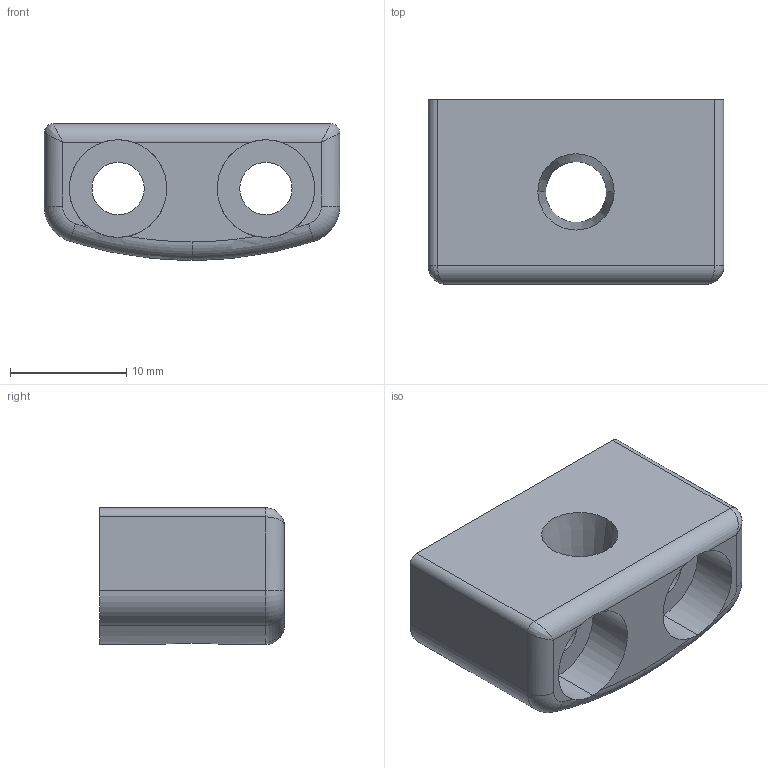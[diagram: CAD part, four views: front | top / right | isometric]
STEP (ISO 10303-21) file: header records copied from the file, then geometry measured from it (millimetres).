
FILE_DESCRIPTION (( 'STEP AP214' ), '1' );
FILE_NAME ('chassis_cap_adapter.STEP', '2024-04-06T21:32:04', ( '' ), ( '' ), 'SwSTEP 2.0', 'SolidWorks 2023', '' );
FILE_SCHEMA (( 'AUTOMOTIVE_DESIGN' ));
Length unit declared in the file: inch
Products named in the file (1): chassis_cap_adapter
Bounding box: 25.4 x 15.88 x 11.73 mm (x, y, z)
Volume: 3231.2 mm3; surface area: 2220.4 mm2
Topology: 1 solids, 1 shells, 36 faces, 94 edges, 57 vertices
Faces by surface type: cylinder 19, plane 9, torus 4, cone 2, bspline 2
Entity records: 1286 total; most frequent: CARTESIAN_POINT 382, DIRECTION 189, ORIENTED_EDGE 184, EDGE_CURVE 92, AXIS2_PLACEMENT_3D 78, VERTEX_POINT 57, CIRCLE 43, EDGE_LOOP 41
